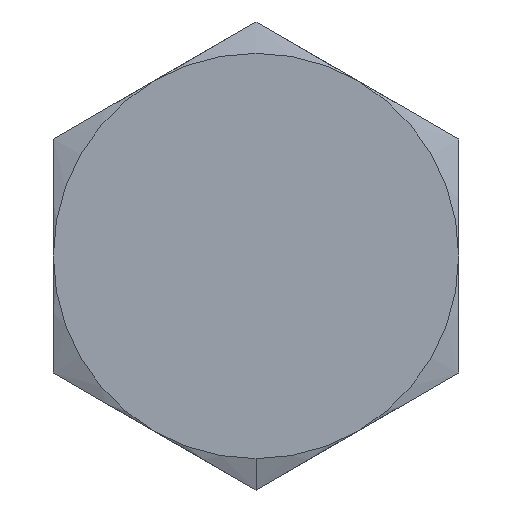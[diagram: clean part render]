
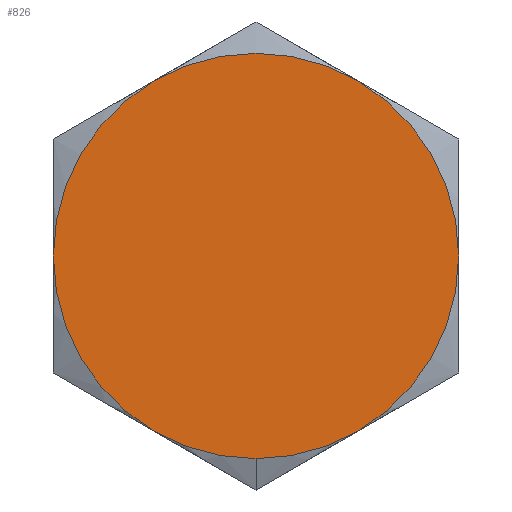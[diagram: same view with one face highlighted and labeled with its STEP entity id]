
A CAD part, left-side view. The second image highlights one B-rep face of the part: STEP entity #826.
In plain terms, the highlighted planar face has unit normal (-1, 0, 0).
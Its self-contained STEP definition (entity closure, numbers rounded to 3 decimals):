
#1 = DIRECTION ( 'NONE',  ( 0., 0., -1. ) ) ;
#22 = VERTEX_POINT ( 'NONE', #435 ) ;
#27 = CARTESIAN_POINT ( 'NONE',  ( 0., 1.33, -2.304 ) ) ;
#28 = ORIENTED_EDGE ( 'NONE', *, *, #96, .T. ) ;
#34 = AXIS2_PLACEMENT_3D ( 'NONE', #524, #661, #722 ) ;
#41 = EDGE_LOOP ( 'NONE', ( #507, #658, #805, #573, #345, #188, #28 ) ) ;
#60 = CIRCLE ( 'NONE', #336, 2.66 ) ;
#73 = DIRECTION ( 'NONE',  ( 0., 0., -1. ) ) ;
#74 = VERTEX_POINT ( 'NONE', #120 ) ;
#90 = EDGE_CURVE ( 'NONE', #150, #502, #453, .T. ) ;
#96 = EDGE_CURVE ( 'NONE', #22, #502, #430, .T. ) ;
#104 = DIRECTION ( 'NONE',  ( 1., 0., 0. ) ) ;
#120 = CARTESIAN_POINT ( 'NONE',  ( 0., 0., -2.66 ) ) ;
#130 = CARTESIAN_POINT ( 'NONE',  ( 0., -1.33, -2.304 ) ) ;
#144 = FACE_OUTER_BOUND ( 'NONE', #41, .T. ) ;
#150 = VERTEX_POINT ( 'NONE', #27 ) ;
#159 = EDGE_CURVE ( 'NONE', #22, #789, #566, .T. ) ;
#171 = AXIS2_PLACEMENT_3D ( 'NONE', #258, #319, #514 ) ;
#172 = AXIS2_PLACEMENT_3D ( 'NONE', #382, #456, #1 ) ;
#188 = ORIENTED_EDGE ( 'NONE', *, *, #159, .F. ) ;
#212 = EDGE_CURVE ( 'NONE', #74, #150, #281, .T. ) ;
#258 = CARTESIAN_POINT ( 'NONE',  ( 0., 0., 0. ) ) ;
#261 = CARTESIAN_POINT ( 'NONE',  ( 0., 0., 0. ) ) ;
#280 = VERTEX_POINT ( 'NONE', #130 ) ;
#281 = CIRCLE ( 'NONE', #171, 2.66 ) ;
#294 = EDGE_CURVE ( 'NONE', #280, #74, #813, .T. ) ;
#302 = VERTEX_POINT ( 'NONE', #802 ) ;
#319 = DIRECTION ( 'NONE',  ( 1., 0., 0. ) ) ;
#330 = DIRECTION ( 'NONE',  ( 0., 0., -1. ) ) ;
#336 = AXIS2_PLACEMENT_3D ( 'NONE', #712, #715, #330 ) ;
#338 = CIRCLE ( 'NONE', #172, 2.66 ) ;
#345 = ORIENTED_EDGE ( 'NONE', *, *, #699, .F. ) ;
#356 = DIRECTION ( 'NONE',  ( 1., 0., 0. ) ) ;
#376 = CARTESIAN_POINT ( 'NONE',  ( 0., 2.66, 0. ) ) ;
#377 = AXIS2_PLACEMENT_3D ( 'NONE', #261, #450, #403 ) ;
#382 = CARTESIAN_POINT ( 'NONE',  ( 0., 0., 0. ) ) ;
#403 = DIRECTION ( 'NONE',  ( 0., 0., -1. ) ) ;
#414 = AXIS2_PLACEMENT_3D ( 'NONE', #440, #445, #752 ) ;
#430 = CIRCLE ( 'NONE', #34, 2.66 ) ;
#435 = CARTESIAN_POINT ( 'NONE',  ( 0., 1.33, 2.304 ) ) ;
#440 = CARTESIAN_POINT ( 'NONE',  ( 0., 0., 0. ) ) ;
#445 = DIRECTION ( 'NONE',  ( 1., 0., 0. ) ) ;
#450 = DIRECTION ( 'NONE',  ( 1., 0., 0. ) ) ;
#453 = CIRCLE ( 'NONE', #377, 2.66 ) ;
#456 = DIRECTION ( 'NONE',  ( 1., 0., 0. ) ) ;
#502 = VERTEX_POINT ( 'NONE', #376 ) ;
#507 = ORIENTED_EDGE ( 'NONE', *, *, #90, .F. ) ;
#514 = DIRECTION ( 'NONE',  ( 0., 0., -1. ) ) ;
#524 = CARTESIAN_POINT ( 'NONE',  ( 0., 0., 0. ) ) ;
#558 = CARTESIAN_POINT ( 'NONE',  ( 0., 0., 0. ) ) ;
#566 = CIRCLE ( 'NONE', #691, 2.66 ) ;
#573 = ORIENTED_EDGE ( 'NONE', *, *, #754, .F. ) ;
#599 = PLANE ( 'NONE',  #730 ) ;
#658 = ORIENTED_EDGE ( 'NONE', *, *, #212, .F. ) ;
#661 = DIRECTION ( 'NONE',  ( -1., 0., 0. ) ) ;
#690 = DIRECTION ( 'NONE',  ( 0., 0., -1. ) ) ;
#691 = AXIS2_PLACEMENT_3D ( 'NONE', #558, #104, #690 ) ;
#699 = EDGE_CURVE ( 'NONE', #789, #302, #60, .T. ) ;
#712 = CARTESIAN_POINT ( 'NONE',  ( 0., 0., 0. ) ) ;
#715 = DIRECTION ( 'NONE',  ( 1., 0., 0. ) ) ;
#722 = DIRECTION ( 'NONE',  ( 0., 0., 1. ) ) ;
#730 = AXIS2_PLACEMENT_3D ( 'NONE', #795, #356, #73 ) ;
#752 = DIRECTION ( 'NONE',  ( 0., 0., -1. ) ) ;
#754 = EDGE_CURVE ( 'NONE', #302, #280, #338, .T. ) ;
#789 = VERTEX_POINT ( 'NONE', #801 ) ;
#795 = CARTESIAN_POINT ( 'NONE',  ( 0., 0., -3.072 ) ) ;
#801 = CARTESIAN_POINT ( 'NONE',  ( 0., -1.33, 2.304 ) ) ;
#802 = CARTESIAN_POINT ( 'NONE',  ( 0., -2.66, 0. ) ) ;
#805 = ORIENTED_EDGE ( 'NONE', *, *, #294, .F. ) ;
#813 = CIRCLE ( 'NONE', #414, 2.66 ) ;
#826 = ADVANCED_FACE ( 'NONE', ( #144 ), #599, .F. ) ;
